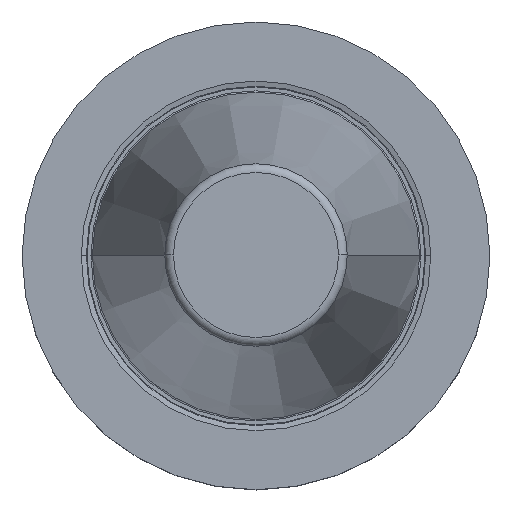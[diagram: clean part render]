
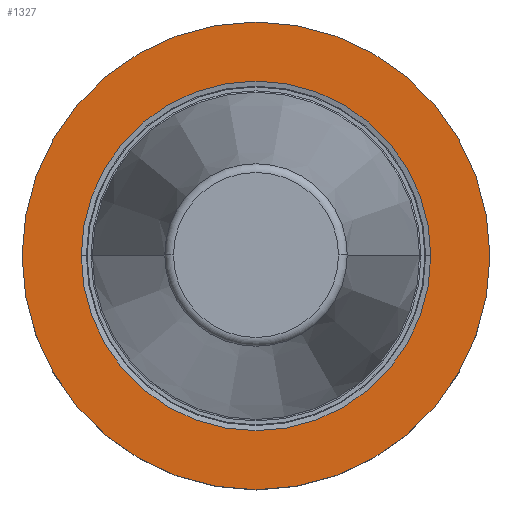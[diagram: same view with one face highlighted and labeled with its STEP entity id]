
A CAD part, top view. The second image highlights one B-rep face of the part: STEP entity #1327.
In plain terms, the highlighted planar face has unit normal (0, 0, 1).
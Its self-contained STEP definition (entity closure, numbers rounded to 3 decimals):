
#368=CARTESIAN_POINT('',(0.,0.,-3.2));
#369=DIRECTION('',(0.,0.,1.));
#370=DIRECTION('',(1.,0.,0.));
#371=AXIS2_PLACEMENT_3D('',#368,#369,#370);
#376=CARTESIAN_POINT('',(0.,0.,-3.2));
#377=DIRECTION('',(0.,0.,-1.));
#378=DIRECTION('',(1.,0.,0.));
#379=AXIS2_PLACEMENT_3D('',#376,#377,#378);
#384=CARTESIAN_POINT('',(0.,0.,-3.2));
#385=DIRECTION('',(0.,0.,1.));
#386=DIRECTION('',(1.,0.,0.));
#387=AXIS2_PLACEMENT_3D('',#384,#385,#386);
#392=CARTESIAN_POINT('',(0.,0.,-3.2));
#393=DIRECTION('',(0.,0.,1.));
#394=DIRECTION('',(-1.,0.,0.));
#395=AXIS2_PLACEMENT_3D('',#392,#393,#394);
#870=CARTESIAN_POINT('',(31.775,0.,-3.2));
#871=CARTESIAN_POINT('',(-31.775,0.,-3.2));
#872=VERTEX_POINT('',#870);
#873=VERTEX_POINT('',#871);
#936=CARTESIAN_POINT('',(23.746,0.,-3.2));
#937=VERTEX_POINT('',#936);
#940=CARTESIAN_POINT('',(-23.746,0.,-3.2));
#941=VERTEX_POINT('',#940);
#1312=CARTESIAN_POINT('',(0.,0.,-3.2));
#1313=DIRECTION('',(0.,0.,-1.));
#1314=DIRECTION('',(-1.,0.,0.));
#1315=AXIS2_PLACEMENT_3D('',#1312,#1313,#1314);
#1316=PLANE('',#1315);
#1317=ORIENTED_EDGE('',*,*,#1293,.F.);
#1318=ORIENTED_EDGE('',*,*,#1235,.T.);
#1319=EDGE_LOOP('',(#1317,#1318));
#1320=FACE_OUTER_BOUND('',#1319,.F.);
#1322=ORIENTED_EDGE('',*,*,#1321,.T.);
#1324=ORIENTED_EDGE('',*,*,#1323,.T.);
#1325=EDGE_LOOP('',(#1322,#1324));
#1326=FACE_BOUND('',#1325,.F.);
#372=CIRCLE('',#371,31.775);
#380=CIRCLE('',#379,31.775);
#388=CIRCLE('',#387,23.746);
#396=CIRCLE('',#395,23.746);
#1235=EDGE_CURVE('',#872,#873,#380,.T.);
#1293=EDGE_CURVE('',#872,#873,#372,.T.);
#1321=EDGE_CURVE('',#937,#941,#388,.T.);
#1323=EDGE_CURVE('',#941,#937,#396,.T.);
#1327=ADVANCED_FACE('',(#1320,#1326),#1316,.F.);
